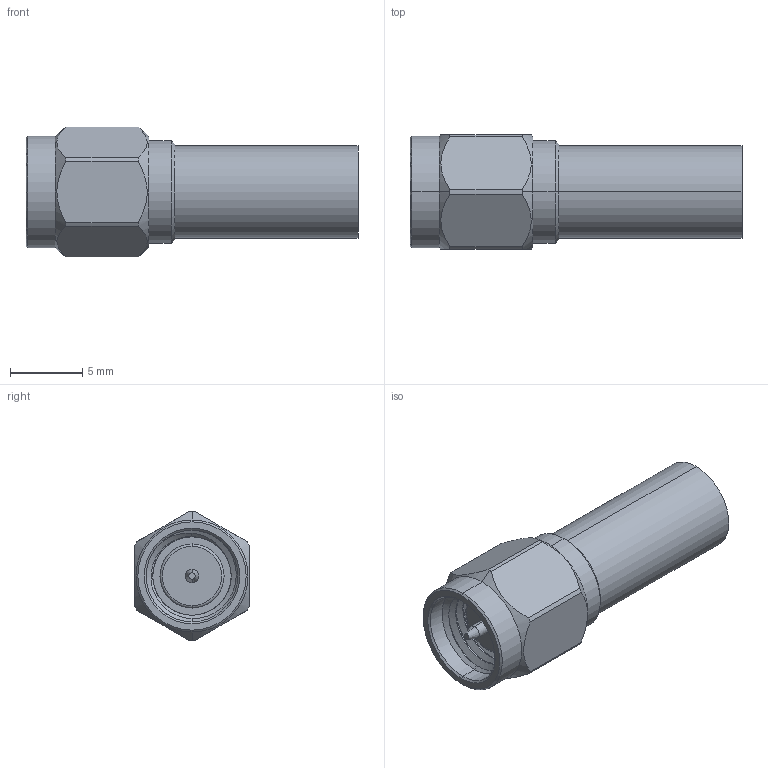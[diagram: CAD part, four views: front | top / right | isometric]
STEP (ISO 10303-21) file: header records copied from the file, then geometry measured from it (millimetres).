
FILE_DESCRIPTION (( 'STEP AP214' ), '1' );
FILE_NAME ('SC7058.STEP', '2018-03-21T22:23:09', ( '' ), ( '' ), 'SwSTEP 2.0', 'SolidWorks 2017', '' );
FILE_SCHEMA (( 'AUTOMOTIVE_DESIGN' ));
Length unit declared in the file: inch
Products named in the file (1): SC7058
Bounding box: 23.01 x 7.94 x 8.99 mm (x, y, z)
Volume: 589 mm3; surface area: 1205.7 mm2
Topology: 2 solids, 2 shells, 74 faces, 173 edges, 109 vertices
Faces by surface type: cylinder 36, cone 17, plane 16, bspline 3, torus 2
Entity records: 3266 total; most frequent: CARTESIAN_POINT 1401, ORIENTED_EDGE 346, DIRECTION 340, EDGE_CURVE 173, AXIS2_PLACEMENT_3D 141, VERTEX_POINT 109, EDGE_LOOP 82, FACE_OUTER_BOUND 74
